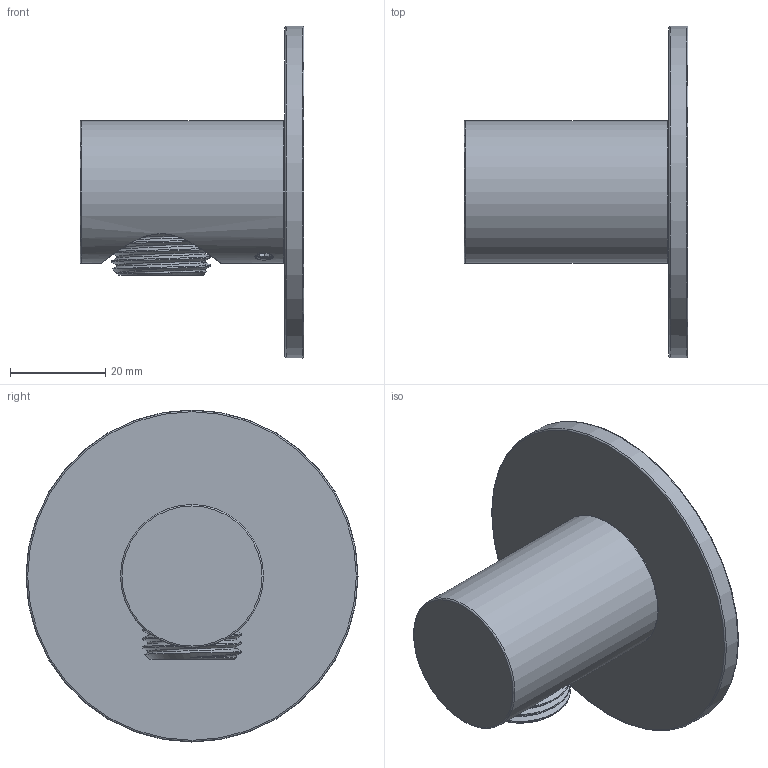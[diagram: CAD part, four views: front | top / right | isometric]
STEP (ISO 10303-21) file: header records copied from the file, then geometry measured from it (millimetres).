
FILE_DESCRIPTION(/* description */ ('Unknown'),/* implementation_level */ '2;1');
FILE_NAME(/* name */ 'AC517-00',/* time_stamp */ '2023-11-06T09:59:12+01:00',/* author */ ('Unknown'),/* organization */ ('Unknown'),/* preprocessor_version */ 'ST-DEVELOPER v18.102',/* originating_system */ 'Solid Edge',/* authorisation */ 'Unknown');
FILE_SCHEMA (('AUTOMOTIVE_DESIGN {1 0 10303 214 3 1 1}'));
Length unit declared in the file: millimetre
Products named in the file (6): AC517-00; AC514-001_oa_0; AC452-02; AC517-01; AC514-05; AC515-03
Assembly tree (6 placements, depth 3):
  AC517-00
    AC514-001_oa_0
      AC452-02
    AC517-01
    AC514-05  x2
    AC515-03
Bounding box: 47 x 69.69 x 69.69 mm (x, y, z)
Volume: 33638.2 mm3; surface area: 18894.2 mm2
Topology: 5 solids, 5 shells, 218 faces, 527 edges, 332 vertices
Faces by surface type: bspline 65, plane 65, cone 31, cylinder 27, sphere 16, torus 14
Full cylindrical faces by diameter (mm): 8 x2, 11 x1, 11.65 x1, 12.5 x1, 14 x1, 21.5 x1, 21.8 x1, 23.2 x1, 23.6 x1, 30 x1
Entity records: 12510 total; most frequent: CARTESIAN_POINT 8478, ORIENTED_EDGE 852, DIRECTION 643, EDGE_CURVE 426, VERTEX_POINT 279, AXIS2_PLACEMENT_3D 278, FACE_BOUND 255, EDGE_LOOP 254
